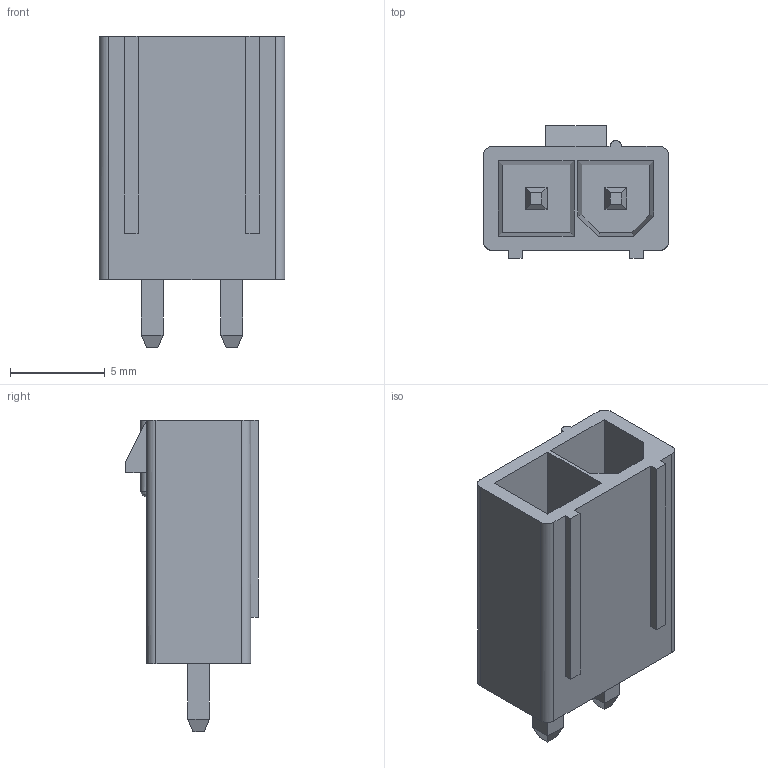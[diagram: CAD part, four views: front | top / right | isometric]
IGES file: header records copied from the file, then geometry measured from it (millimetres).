
Start section: ZWSOFT
Global section: file name: WF4202-1WS02W01.igs; native system: ZW3D; preprocessor: 1.0; author: ZW3D; organization: ZWSOFT; date: 231030.185207; units: millimetre
Bounding box: 9.8 x 7 x 16.45 mm (x, y, z)
Surface area: 849.8 mm2 (no closed solid volume)
Topology: 0 solids, 0 shells, 73 faces, 358 edges, 357 vertices
Faces by surface type: bspline 73
